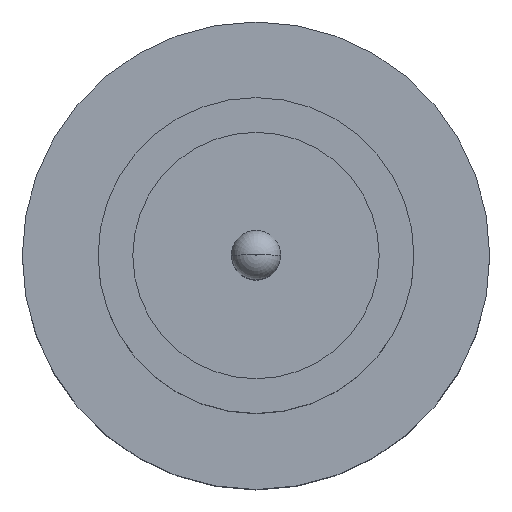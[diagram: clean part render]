
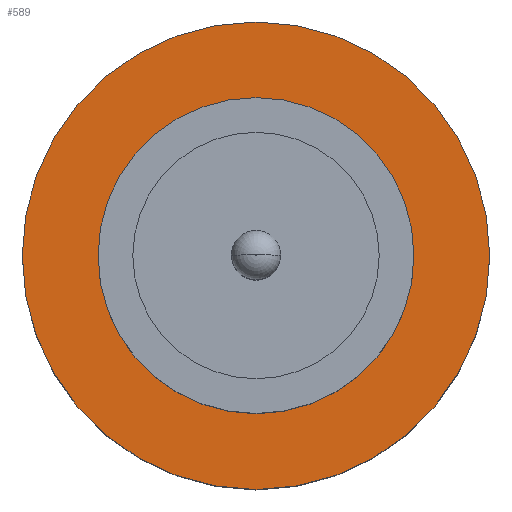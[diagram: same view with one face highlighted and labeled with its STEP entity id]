
A CAD part, top view. The second image highlights one B-rep face of the part: STEP entity #589.
In plain terms, the highlighted planar face has unit normal (0, 0, 1).
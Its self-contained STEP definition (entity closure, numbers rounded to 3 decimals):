
#35 = CARTESIAN_POINT ( 'NONE',  ( 1.85, 0., 1.55 ) ) ;
#84 = ORIENTED_EDGE ( 'NONE', *, *, #308, .F. ) ;
#94 = DIRECTION ( 'NONE',  ( 0., 0., 1. ) ) ;
#105 = DIRECTION ( 'NONE',  ( 0., 0., 1. ) ) ;
#120 = EDGE_LOOP ( 'NONE', ( #781, #84 ) ) ;
#123 = CARTESIAN_POINT ( 'NONE',  ( 0., 0., 1.55 ) ) ;
#172 = VERTEX_POINT ( 'NONE', #35 ) ;
#175 = CIRCLE ( 'NONE', #401, 1.25 ) ;
#189 = CARTESIAN_POINT ( 'NONE',  ( 0., 0., 1.55 ) ) ;
#205 = AXIS2_PLACEMENT_3D ( 'NONE', #892, #553, #838 ) ;
#216 = DIRECTION ( 'NONE',  ( 1., 0., 0. ) ) ;
#219 = VERTEX_POINT ( 'NONE', #313 ) ;
#228 = AXIS2_PLACEMENT_3D ( 'NONE', #123, #620, #693 ) ;
#231 = CARTESIAN_POINT ( 'NONE',  ( 1.25, 0., 1.55 ) ) ;
#308 = EDGE_CURVE ( 'NONE', #767, #790, #487, .T. ) ;
#313 = CARTESIAN_POINT ( 'NONE',  ( -1.85, 0., 1.55 ) ) ;
#401 = AXIS2_PLACEMENT_3D ( 'NONE', #189, #105, #473 ) ;
#405 = CARTESIAN_POINT ( 'NONE',  ( 0., 0., 1.55 ) ) ;
#425 = EDGE_CURVE ( 'NONE', #172, #219, #855, .T. ) ;
#473 = DIRECTION ( 'NONE',  ( 1., 0., 0. ) ) ;
#487 = CIRCLE ( 'NONE', #228, 1.25 ) ;
#542 = AXIS2_PLACEMENT_3D ( 'NONE', #405, #572, #216 ) ;
#553 = DIRECTION ( 'NONE',  ( 0., 0., 1. ) ) ;
#562 = ORIENTED_EDGE ( 'NONE', *, *, #654, .T. ) ;
#572 = DIRECTION ( 'NONE',  ( 0., 0., 1. ) ) ;
#584 = CIRCLE ( 'NONE', #542, 1.85 ) ;
#589 = ADVANCED_FACE ( 'NONE', ( #902, #858 ), #627, .T. ) ;
#604 = EDGE_LOOP ( 'NONE', ( #562, #834 ) ) ;
#620 = DIRECTION ( 'NONE',  ( 0., 0., 1. ) ) ;
#627 = PLANE ( 'NONE',  #205 ) ;
#654 = EDGE_CURVE ( 'NONE', #219, #172, #584, .T. ) ;
#665 = DIRECTION ( 'NONE',  ( 1., 0., 0. ) ) ;
#693 = DIRECTION ( 'NONE',  ( 1., 0., 0. ) ) ;
#715 = EDGE_CURVE ( 'NONE', #790, #767, #175, .T. ) ;
#767 = VERTEX_POINT ( 'NONE', #825 ) ;
#781 = ORIENTED_EDGE ( 'NONE', *, *, #715, .F. ) ;
#790 = VERTEX_POINT ( 'NONE', #231 ) ;
#825 = CARTESIAN_POINT ( 'NONE',  ( -1.25, 0., 1.55 ) ) ;
#834 = ORIENTED_EDGE ( 'NONE', *, *, #425, .T. ) ;
#838 = DIRECTION ( 'NONE',  ( 1., 0., 0. ) ) ;
#855 = CIRCLE ( 'NONE', #907, 1.85 ) ;
#858 = FACE_OUTER_BOUND ( 'NONE', #604, .T. ) ;
#869 = CARTESIAN_POINT ( 'NONE',  ( 0., 0., 1.55 ) ) ;
#892 = CARTESIAN_POINT ( 'NONE',  ( 0., 0., 1.55 ) ) ;
#902 = FACE_BOUND ( 'NONE', #120, .T. ) ;
#907 = AXIS2_PLACEMENT_3D ( 'NONE', #869, #94, #665 ) ;
